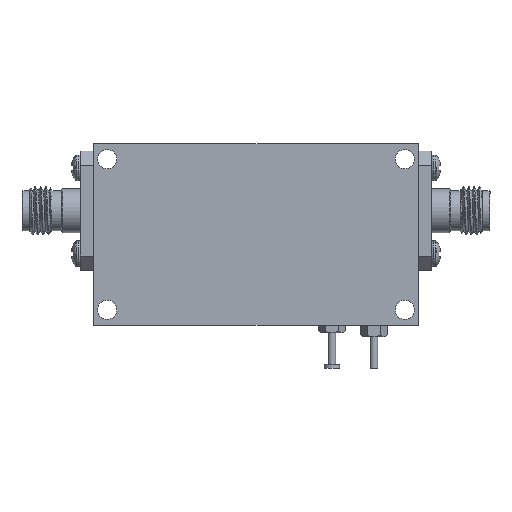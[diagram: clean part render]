
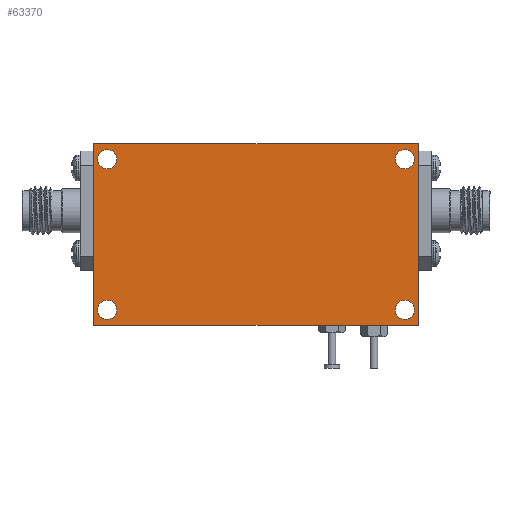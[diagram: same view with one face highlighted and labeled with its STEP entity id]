
A CAD part, front view. The second image highlights one B-rep face of the part: STEP entity #63370.
In plain terms, the highlighted planar face has unit normal (0, -1, 0).
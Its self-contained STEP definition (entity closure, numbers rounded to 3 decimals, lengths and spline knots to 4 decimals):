
#4730 = ORIENTED_EDGE ( 'NONE', *, *, #44477, .F. ) ;
#4776 = ORIENTED_EDGE ( 'NONE', *, *, #48324, .F. ) ;
#5696 = AXIS2_PLACEMENT_3D ( 'NONE', #21961, #16111, #47197 ) ;
#5753 = FACE_BOUND ( 'NONE', #50135, .T. ) ;
#6074 = FACE_BOUND ( 'NONE', #52354, .T. ) ;
#6641 = VECTOR ( 'NONE', #20514, 39.3701 ) ;
#7022 = ORIENTED_EDGE ( 'NONE', *, *, #36170, .T. ) ;
#7449 = AXIS2_PLACEMENT_3D ( 'NONE', #29182, #33331, #39194 ) ;
#9128 = ORIENTED_EDGE ( 'NONE', *, *, #63998, .F. ) ;
#9195 = FACE_OUTER_BOUND ( 'NONE', #26542, .T. ) ;
#11964 = CARTESIAN_POINT ( 'NONE',  ( 0.85, -0.1875, 0.475 ) ) ;
#13867 = DIRECTION ( 'NONE',  ( 0., 0., 1. ) ) ;
#16111 = DIRECTION ( 'NONE',  ( 0., -1., 0. ) ) ;
#16514 = LINE ( 'NONE', #49260, #50307 ) ;
#16791 = PLANE ( 'NONE',  #5696 ) ;
#18154 = VERTEX_POINT ( 'NONE', #54770 ) ;
#18516 = DIRECTION ( 'NONE',  ( 0., 0., -1. ) ) ;
#20514 = DIRECTION ( 'NONE',  ( 0., 0., 1. ) ) ;
#21319 = CARTESIAN_POINT ( 'NONE',  ( 0.78, -0.1875, 0.445 ) ) ;
#21961 = CARTESIAN_POINT ( 'NONE',  ( 0., -0.1875, 0. ) ) ;
#22521 = CARTESIAN_POINT ( 'NONE',  ( -0.85, -0.1875, 0.475 ) ) ;
#23612 = CARTESIAN_POINT ( 'NONE',  ( 0.85, -0.1875, -0.475 ) ) ;
#23845 = AXIS2_PLACEMENT_3D ( 'NONE', #66157, #45418, #46108 ) ;
#24972 = AXIS2_PLACEMENT_3D ( 'NONE', #41117, #61556, #13867 ) ;
#25406 = CARTESIAN_POINT ( 'NONE',  ( -0.78, -0.1875, 0.445 ) ) ;
#25751 = ORIENTED_EDGE ( 'NONE', *, *, #39459, .F. ) ;
#26542 = EDGE_LOOP ( 'NONE', ( #25751, #9128, #4730, #4776 ) ) ;
#26642 = VECTOR ( 'NONE', #66233, 39.3701 ) ;
#26796 = FACE_BOUND ( 'NONE', #59094, .T. ) ;
#28964 = VERTEX_POINT ( 'NONE', #34089 ) ;
#29120 = EDGE_CURVE ( 'NONE', #58934, #58934, #34922, .T. ) ;
#29182 = CARTESIAN_POINT ( 'NONE',  ( -0.78, -0.1875, -0.395 ) ) ;
#30190 = CARTESIAN_POINT ( 'NONE',  ( -0.85, -0.1875, 0.475 ) ) ;
#30602 = CIRCLE ( 'NONE', #7449, 0.05 ) ;
#30963 = DIRECTION ( 'NONE',  ( 0., 1., 0. ) ) ;
#33010 = VERTEX_POINT ( 'NONE', #44408 ) ;
#33331 = DIRECTION ( 'NONE',  ( 0., 1., 0. ) ) ;
#33928 = VERTEX_POINT ( 'NONE', #23612 ) ;
#34089 = CARTESIAN_POINT ( 'NONE',  ( 0.85, -0.1875, 0.475 ) ) ;
#34444 = LINE ( 'NONE', #50313, #26642 ) ;
#34922 = CIRCLE ( 'NONE', #65803, 0.05 ) ;
#36170 = EDGE_CURVE ( 'NONE', #18154, #18154, #56966, .T. ) ;
#36817 = CARTESIAN_POINT ( 'NONE',  ( 0.78, -0.1875, 0.395 ) ) ;
#37630 = EDGE_CURVE ( 'NONE', #33010, #33010, #30602, .T. ) ;
#38206 = LINE ( 'NONE', #11964, #64852 ) ;
#39194 = DIRECTION ( 'NONE',  ( 0., 0., 1. ) ) ;
#39459 = EDGE_CURVE ( 'NONE', #28964, #33928, #38206, .T. ) ;
#40233 = VERTEX_POINT ( 'NONE', #25406 ) ;
#40742 = EDGE_LOOP ( 'NONE', ( #7022 ) ) ;
#41117 = CARTESIAN_POINT ( 'NONE',  ( 0.78, -0.1875, -0.395 ) ) ;
#43061 = DIRECTION ( 'NONE',  ( -1., 0., 0. ) ) ;
#44408 = CARTESIAN_POINT ( 'NONE',  ( -0.78, -0.1875, -0.345 ) ) ;
#44477 = EDGE_CURVE ( 'NONE', #53929, #44652, #51931, .T. ) ;
#44652 = VERTEX_POINT ( 'NONE', #22521 ) ;
#45418 = DIRECTION ( 'NONE',  ( 0., 1., 0. ) ) ;
#46108 = DIRECTION ( 'NONE',  ( 0., 0., 1. ) ) ;
#47197 = DIRECTION ( 'NONE',  ( 0., 0., -1. ) ) ;
#48324 = EDGE_CURVE ( 'NONE', #33928, #53929, #16514, .T. ) ;
#49260 = CARTESIAN_POINT ( 'NONE',  ( -0.85, -0.1875, -0.475 ) ) ;
#50135 = EDGE_LOOP ( 'NONE', ( #50843 ) ) ;
#50307 = VECTOR ( 'NONE', #43061, 39.3701 ) ;
#50313 = CARTESIAN_POINT ( 'NONE',  ( -0.85, -0.1875, 0.475 ) ) ;
#50843 = ORIENTED_EDGE ( 'NONE', *, *, #37630, .T. ) ;
#51665 = EDGE_CURVE ( 'NONE', #40233, #40233, #53617, .T. ) ;
#51931 = LINE ( 'NONE', #30190, #6641 ) ;
#52354 = EDGE_LOOP ( 'NONE', ( #53151 ) ) ;
#52535 = ORIENTED_EDGE ( 'NONE', *, *, #51665, .T. ) ;
#53046 = FACE_BOUND ( 'NONE', #40742, .T. ) ;
#53151 = ORIENTED_EDGE ( 'NONE', *, *, #29120, .T. ) ;
#53617 = CIRCLE ( 'NONE', #23845, 0.05 ) ;
#53929 = VERTEX_POINT ( 'NONE', #58202 ) ;
#54770 = CARTESIAN_POINT ( 'NONE',  ( 0.78, -0.1875, -0.345 ) ) ;
#56966 = CIRCLE ( 'NONE', #24972, 0.05 ) ;
#58202 = CARTESIAN_POINT ( 'NONE',  ( -0.85, -0.1875, -0.475 ) ) ;
#58934 = VERTEX_POINT ( 'NONE', #21319 ) ;
#59094 = EDGE_LOOP ( 'NONE', ( #52535 ) ) ;
#61556 = DIRECTION ( 'NONE',  ( 0., 1., 0. ) ) ;
#63105 = DIRECTION ( 'NONE',  ( 0., 0., 1. ) ) ;
#63370 = ADVANCED_FACE ( 'NONE', ( #9195, #5753, #53046, #26796, #6074 ), #16791, .T. ) ;
#63998 = EDGE_CURVE ( 'NONE', #44652, #28964, #34444, .T. ) ;
#64852 = VECTOR ( 'NONE', #18516, 39.3701 ) ;
#65803 = AXIS2_PLACEMENT_3D ( 'NONE', #36817, #30963, #63105 ) ;
#66157 = CARTESIAN_POINT ( 'NONE',  ( -0.78, -0.1875, 0.395 ) ) ;
#66233 = DIRECTION ( 'NONE',  ( 1., 0., 0. ) ) ;
